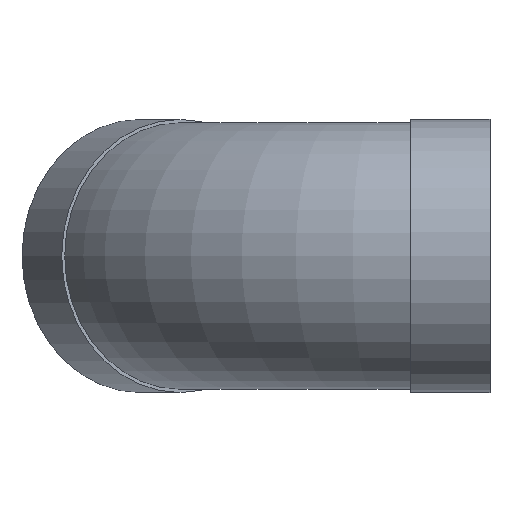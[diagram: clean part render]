
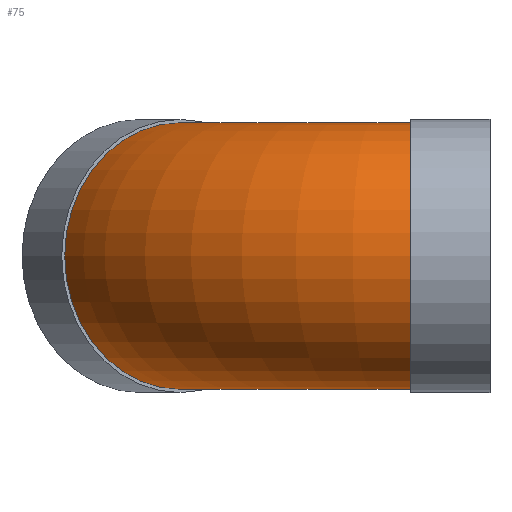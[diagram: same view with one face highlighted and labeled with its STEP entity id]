
A CAD part, left-side view. The second image highlights one B-rep face of the part: STEP entity #75.
In plain terms, the highlighted toroidal (fillet/blend) face has major radius 140 mm and minor radius 70 mm.
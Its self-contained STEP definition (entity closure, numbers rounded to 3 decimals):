
#75 = ADVANCED_FACE( '', ( #146, #147 ), #148, .T. );
#146 = FACE_OUTER_BOUND( '', #208, .T. );
#147 = FACE_OUTER_BOUND( '', #209, .T. );
#148 = TOROIDAL_SURFACE( '', #210, 140., 70. );
#208 = EDGE_LOOP( '', ( #274 ) );
#209 = EDGE_LOOP( '', ( #275 ) );
#210 = AXIS2_PLACEMENT_3D( '', #276, #277, #278 );
#274 = ORIENTED_EDGE( '', *, *, #306, .T. );
#275 = ORIENTED_EDGE( '', *, *, #317, .F. );
#276 = CARTESIAN_POINT( '', ( 140., 41.8, 0. ) );
#277 = DIRECTION( '', ( 0., 0., -1. ) );
#278 = DIRECTION( '', ( -1., 0., 0. ) );
#306 = EDGE_CURVE( '', #334, #334, #335, .T. );
#317 = EDGE_CURVE( '', #351, #351, #352, .T. );
#334 = VERTEX_POINT( '', #370 );
#335 = CIRCLE( '', #371, 70. );
#351 = VERTEX_POINT( '', #387 );
#352 = CIRCLE( '', #388, 70. );
#370 = CARTESIAN_POINT( '', ( 70., 41.8, 0. ) );
#371 = AXIS2_PLACEMENT_3D( '', #406, #407, #408 );
#387 = CARTESIAN_POINT( '', ( 105., 102.422, 0. ) );
#388 = AXIS2_PLACEMENT_3D( '', #424, #425, #426 );
#406 = CARTESIAN_POINT( '', ( 0., 41.8, 0. ) );
#407 = DIRECTION( '', ( 0., 1., 0. ) );
#408 = DIRECTION( '', ( 1., 0., 0. ) );
#424 = CARTESIAN_POINT( '', ( 70., 163.044, 0. ) );
#425 = DIRECTION( '', ( 0.866, 0.5, 0. ) );
#426 = DIRECTION( '', ( 0.5, -0.866, 0. ) );
